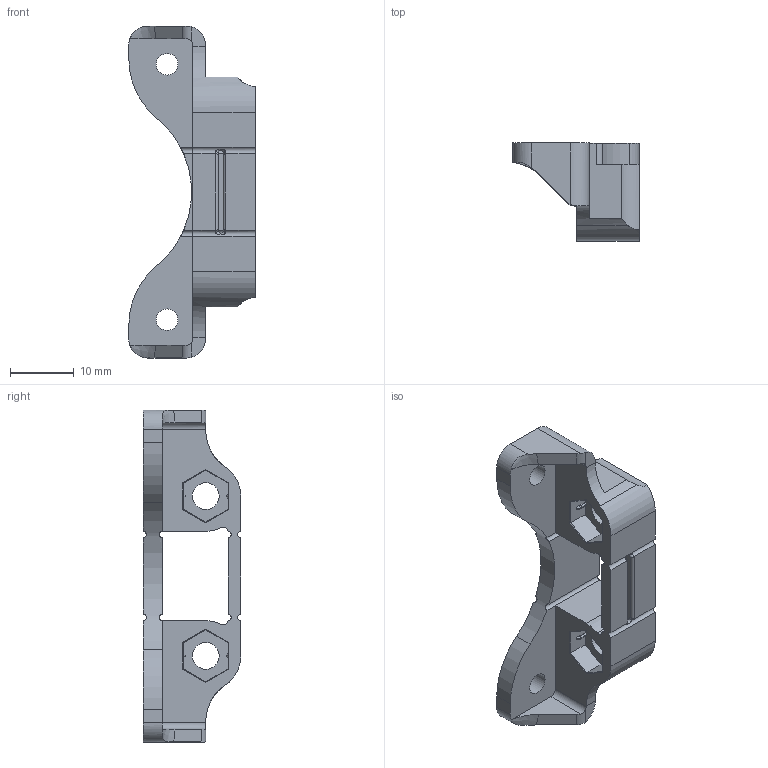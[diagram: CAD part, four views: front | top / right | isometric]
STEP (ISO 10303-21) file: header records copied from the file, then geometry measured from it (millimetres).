
FILE_DESCRIPTION(/* description */ ('Montagehalter Ringlicht 90Grad'),/* implementation_level */ '2;1');
FILE_NAME(/* name */ 'MOUNT-R-F90-P.stp',/* time_stamp */ '2022-11-03T15:43:42+01:00',/* author */ ('S. Ludwig'),/* organization */ ('evotron GmbH & Co. KG Pfuetschbergstrasse 1 98527 Suhl'),/* preprocessor_version */ 'ST-DEVELOPER v18.1',/* authorisation */ '');
FILE_SCHEMA (('AUTOMOTIVE_DESIGN { 1 0 10303 214 3 1 1 }'));
Length unit declared in the file: millimetre
Products named in the file (1): Halter_1
Bounding box: 19.8 x 15.3 x 52 mm (x, y, z)
Volume: 4236.1 mm3; surface area: 3745.8 mm2
Topology: 1 solids, 1 shells, 194 faces, 526 edges, 338 vertices
Faces by surface type: plane 110, cylinder 70, torus 8, bspline 6
Full cylindrical faces by diameter (mm): 3.4 x2, 4.2 x2, 5.4 x2
Entity records: 6785 total; most frequent: CARTESIAN_POINT 1789, ORIENTED_EDGE 1052, DIRECTION 1020, EDGE_CURVE 526, AXIS2_PLACEMENT_3D 341, LINE 338, VECTOR 338, VERTEX_POINT 338
